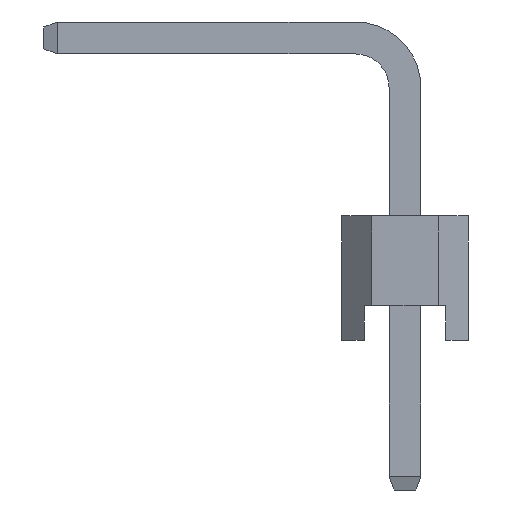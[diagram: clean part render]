
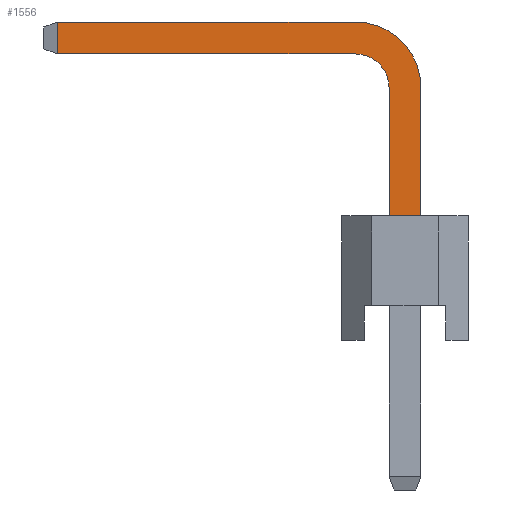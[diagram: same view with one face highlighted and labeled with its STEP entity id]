
A CAD part, left-side view. The second image highlights one B-rep face of the part: STEP entity #1556.
In plain terms, the highlighted planar face has unit normal (-1, 0, 0).
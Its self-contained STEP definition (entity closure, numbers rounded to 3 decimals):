
#1556=ADVANCED_FACE('',(#4762),#4764,.T.);
#4762=FACE_BOUND('',#4763,.T.);
#4763=EDGE_LOOP('',(#7401,#7402,#7403,#7404,#7405,#7406,#7407,#7408));
#4764=PLANE('',#4765);
#4765=AXIS2_PLACEMENT_3D('',#4766,#4767,#4768);
#4766=CARTESIAN_POINT('',(-0.32,0.32,-3.));
#4767=DIRECTION('',(-1.,0.,0.));
#4768=DIRECTION('',(0.,-1.,0.));
#7401=ORIENTED_EDGE('',*,*,#9002,.F.);
#7402=ORIENTED_EDGE('',*,*,#9003,.F.);
#7403=ORIENTED_EDGE('',*,*,#9004,.F.);
#7404=ORIENTED_EDGE('',*,*,#8991,.F.);
#7405=ORIENTED_EDGE('',*,*,#8410,.T.);
#7406=ORIENTED_EDGE('',*,*,#9001,.T.);
#7407=ORIENTED_EDGE('',*,*,#9005,.T.);
#7408=ORIENTED_EDGE('',*,*,#9006,.T.);
#8410=EDGE_CURVE('',#9516,#9520,#9522,.T.);
#8991=EDGE_CURVE('',#9516,#10497,#10498,.T.);
#9001=EDGE_CURVE('',#9520,#10513,#10515,.T.);
#9002=EDGE_CURVE('',#10516,#10517,#10518,.T.);
#9003=EDGE_CURVE('',#10519,#10516,#10520,.T.);
#9004=EDGE_CURVE('',#10497,#10519,#10521,.T.);
#9005=EDGE_CURVE('',#10513,#10522,#10523,.T.);
#9006=EDGE_CURVE('',#10522,#10517,#10524,.T.);
#9516=VERTEX_POINT('',#11370);
#9520=VERTEX_POINT('',#11378);
#9522=LINE('',#11382,#11383);
#10497=VERTEX_POINT('',#13563);
#10498=LINE('',#13564,#13565);
#10513=VERTEX_POINT('',#13599);
#10515=LINE('',#13603,#13604);
#10516=VERTEX_POINT('',#13606);
#10517=VERTEX_POINT('',#13607);
#10518=LINE('',#13608,#13609);
#10519=VERTEX_POINT('',#13611);
#10520=LINE('',#13612,#13613);
#10521=CIRCLE('',#13615,0.68);
#10522=VERTEX_POINT('',#13619);
#10523=CIRCLE('',#13620,1.32);
#10524=LINE('',#13624,#13625);
#11370=CARTESIAN_POINT('',(-0.32,0.32,2.5));
#11378=CARTESIAN_POINT('',(-0.32,-0.32,2.5));
#11382=CARTESIAN_POINT('',(-0.32,0.32,2.5));
#11383=VECTOR('',#11384,1.);
#11384=DIRECTION('',(0.,-1.,0.));
#13563=CARTESIAN_POINT('',(-0.32,0.32,5.07));
#13564=CARTESIAN_POINT('',(-0.32,0.32,2.5));
#13565=VECTOR('',#13566,1.);
#13566=DIRECTION('',(0.,0.,1.));
#13599=CARTESIAN_POINT('',(-0.32,-0.32,5.07));
#13603=CARTESIAN_POINT('',(-0.32,-0.32,2.5));
#13604=VECTOR('',#13605,1.);
#13605=DIRECTION('',(0.,0.,1.));
#13606=CARTESIAN_POINT('',(-0.32,6.975,5.75));
#13607=CARTESIAN_POINT('',(-0.32,6.975,6.39));
#13608=CARTESIAN_POINT('',(-0.32,6.975,5.75));
#13609=VECTOR('',#13610,1.);
#13610=DIRECTION('',(0.,0.,1.));
#13611=CARTESIAN_POINT('',(-0.32,1.,5.75));
#13612=CARTESIAN_POINT('',(-0.32,1.,5.75));
#13613=VECTOR('',#13614,1.);
#13614=DIRECTION('',(0.,1.,0.));
#13615=AXIS2_PLACEMENT_3D('',#13616,#13617,#13618);
#13616=CARTESIAN_POINT('',(-0.32,1.,5.07));
#13617=DIRECTION('',(-1.,-0.,0.));
#13618=DIRECTION('',(0.,-1.,0.));
#13619=CARTESIAN_POINT('',(-0.32,1.,6.39));
#13620=AXIS2_PLACEMENT_3D('',#13621,#13622,#13623);
#13621=CARTESIAN_POINT('',(-0.32,1.,5.07));
#13622=DIRECTION('',(-1.,-0.,0.));
#13623=DIRECTION('',(0.,-1.,0.));
#13624=CARTESIAN_POINT('',(-0.32,1.,6.39));
#13625=VECTOR('',#13626,1.);
#13626=DIRECTION('',(0.,1.,0.));
